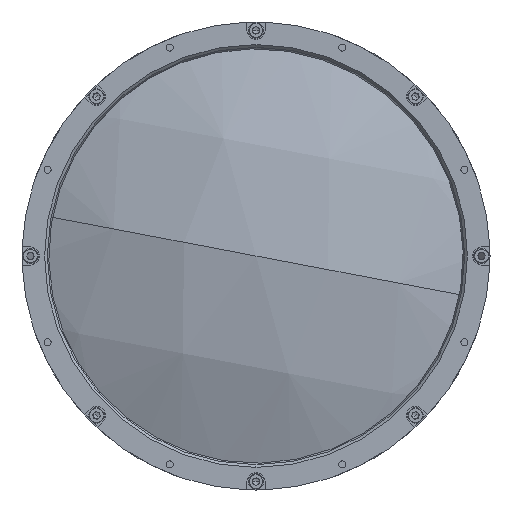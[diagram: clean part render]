
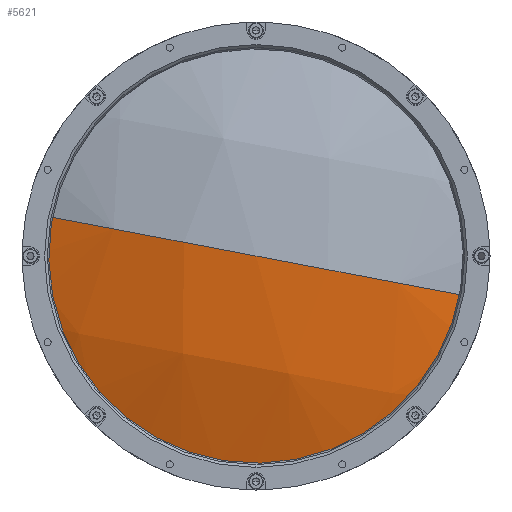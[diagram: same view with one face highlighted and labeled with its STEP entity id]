
A CAD part, left-side view. The second image highlights one B-rep face of the part: STEP entity #5621.
In plain terms, the highlighted spherical face has radius 192.8 mm.
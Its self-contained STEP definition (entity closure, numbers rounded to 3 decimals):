
#402 = CARTESIAN_POINT ( 'NONE',  ( 190.2, 0., 0. ) ) ;
#1149 = CARTESIAN_POINT ( 'NONE',  ( 190.2, 0., 0. ) ) ;
#1750 = CIRCLE ( 'NONE', #23864, 192.8 ) ;
#1853 = VERTEX_POINT ( 'NONE', #19592 ) ;
#2454 = DIRECTION ( 'NONE',  ( 0., 0.982, 0.187 ) ) ;
#2738 = FACE_OUTER_BOUND ( 'NONE', #25645, .T. ) ;
#2800 = VERTEX_POINT ( 'NONE', #23423 ) ;
#5621 = ADVANCED_FACE ( 'NONE', ( #2738 ), #12446, .T. ) ;
#5678 = VERTEX_POINT ( 'NONE', #25736 ) ;
#6478 = AXIS2_PLACEMENT_3D ( 'NONE', #20712, #8400, #22745 ) ;
#7134 = ORIENTED_EDGE ( 'NONE', *, *, #18387, .T. ) ;
#8400 = DIRECTION ( 'NONE',  ( 0., -0.187, 0.982 ) ) ;
#8549 = CARTESIAN_POINT ( 'NONE',  ( 13.011, 0., 0. ) ) ;
#10644 = DIRECTION ( 'NONE',  ( 0., 0.187, -0.982 ) ) ;
#12009 = ORIENTED_EDGE ( 'NONE', *, *, #17978, .T. ) ;
#12446 = SPHERICAL_SURFACE ( 'NONE', #16286, 192.8 ) ;
#14762 = DIRECTION ( 'NONE',  ( 0., 0.187, -0.982 ) ) ;
#15488 = DIRECTION ( 'NONE',  ( 0., 0.982, 0.187 ) ) ;
#16286 = AXIS2_PLACEMENT_3D ( 'NONE', #1149, #23640, #15488 ) ;
#17123 = EDGE_CURVE ( 'NONE', #2800, #1853, #21676, .T. ) ;
#17854 = AXIS2_PLACEMENT_3D ( 'NONE', #8549, #22891, #10644 ) ;
#17978 = EDGE_CURVE ( 'NONE', #5678, #1853, #1750, .T. ) ;
#18387 = EDGE_CURVE ( 'NONE', #2800, #5678, #23235, .T. ) ;
#19592 = CARTESIAN_POINT ( 'NONE',  ( -2.6, 0., 0. ) ) ;
#19991 = ORIENTED_EDGE ( 'NONE', *, *, #17123, .F. ) ;
#20712 = CARTESIAN_POINT ( 'NONE',  ( 190.2, 0., 0. ) ) ;
#21676 = CIRCLE ( 'NONE', #6478, 192.8 ) ;
#22745 = DIRECTION ( 'NONE',  ( 0., -0.982, -0.187 ) ) ;
#22891 = DIRECTION ( 'NONE',  ( -1., 0., 0. ) ) ;
#23235 = CIRCLE ( 'NONE', #17854, 76. ) ;
#23423 = CARTESIAN_POINT ( 'NONE',  ( 13.011, 74.665, 14.182 ) ) ;
#23640 = DIRECTION ( 'NONE',  ( 0., 0.187, -0.982 ) ) ;
#23864 = AXIS2_PLACEMENT_3D ( 'NONE', #402, #14762, #2454 ) ;
#25645 = EDGE_LOOP ( 'NONE', ( #7134, #12009, #19991 ) ) ;
#25736 = CARTESIAN_POINT ( 'NONE',  ( 13.011, -74.665, -14.182 ) ) ;
